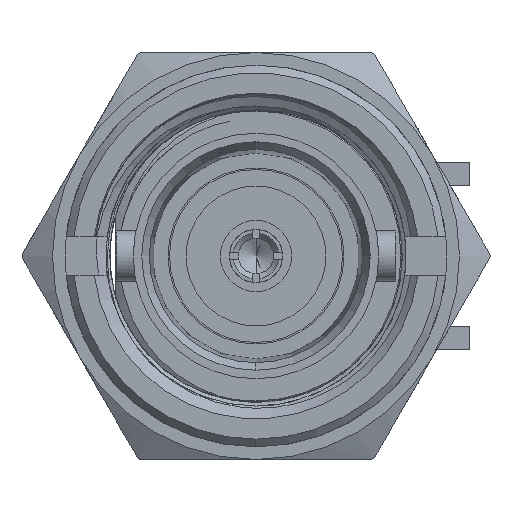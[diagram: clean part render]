
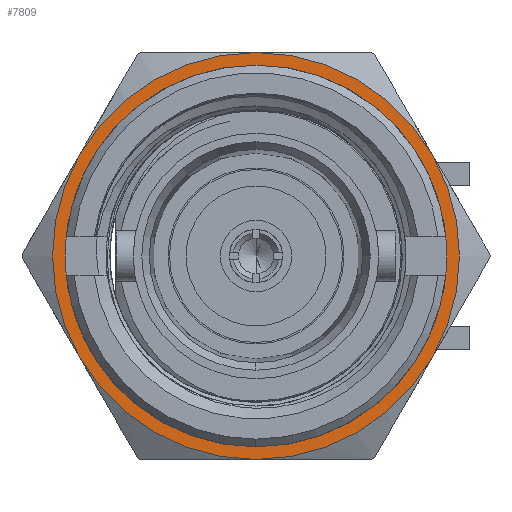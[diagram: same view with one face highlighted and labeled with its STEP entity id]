
A CAD part, left-side view. The second image highlights one B-rep face of the part: STEP entity #7809.
In plain terms, the highlighted planar face has unit normal (-1, 0, 0).
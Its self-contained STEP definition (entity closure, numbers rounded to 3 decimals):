
#39 = CARTESIAN_POINT ( 'NONE',  ( -13.431, 4.274, 4.561 ) ) ;
#235 = VERTEX_POINT ( 'NONE', #9130 ) ;
#330 = VERTEX_POINT ( 'NONE', #8070 ) ;
#408 = B_SPLINE_CURVE_WITH_KNOTS ( 'NONE', 3,
 ( #3017, #8190, #22381, #6205, #18836, #6319, #10198, #800, #4561, #20834 ),
 .UNSPECIFIED., .F., .F.,
 ( 4, 2, 2, 2, 4 ),
 ( 0., 0.001, 0.002, 0.003, 0.004 ),
 .UNSPECIFIED. ) ;
#800 = CARTESIAN_POINT ( 'NONE',  ( -13.431, -0.134, 6.309 ) ) ;
#1140 = DIRECTION ( 'NONE',  ( 1., 0., 0. ) ) ;
#1245 = DIRECTION ( 'NONE',  ( -1., 0., 0. ) ) ;
#1421 = AXIS2_PLACEMENT_3D ( 'NONE', #11842, #1245, #13955 ) ;
#2034 = CARTESIAN_POINT ( 'NONE',  ( -13.431, -2.046, 5.906 ) ) ;
#2142 = AXIS2_PLACEMENT_3D ( 'NONE', #16896, #11230, #18798 ) ;
#2325 = ORIENTED_EDGE ( 'NONE', *, *, #17905, .T. ) ;
#2401 = DIRECTION ( 'NONE',  ( 0., -0.866, -0.5 ) ) ;
#2995 = VERTEX_POINT ( 'NONE', #3014 ) ;
#3014 = CARTESIAN_POINT ( 'NONE',  ( -13.431, 4.274, 4.561 ) ) ;
#3017 = CARTESIAN_POINT ( 'NONE',  ( -13.431, 3.334, 5.345 ) ) ;
#3053 = VERTEX_POINT ( 'NONE', #2034 ) ;
#3408 = AXIS2_PLACEMENT_3D ( 'NONE', #5698, #16309, #9217 ) ;
#3456 = CARTESIAN_POINT ( 'NONE',  ( -13.431, 3.673, 5.115 ) ) ;
#3909 = CARTESIAN_POINT ( 'NONE',  ( -13.431, 3.988, 4.851 ) ) ;
#3967 = ORIENTED_EDGE ( 'NONE', *, *, #6348, .T. ) ;
#4066 = DIRECTION ( 'NONE',  ( 0., -0.5, 0.866 ) ) ;
#4151 = ORIENTED_EDGE ( 'NONE', *, *, #20867, .T. ) ;
#4159 = CIRCLE ( 'NONE', #3408, 8. ) ;
#4425 = EDGE_CURVE ( 'NONE', #6797, #17315, #23248, .T. ) ;
#4505 = CIRCLE ( 'NONE', #10865, 8. ) ;
#4534 = ORIENTED_EDGE ( 'NONE', *, *, #6798, .T. ) ;
#4561 = CARTESIAN_POINT ( 'NONE',  ( -13.431, -0.498, 6.291 ) ) ;
#4646 = VERTEX_POINT ( 'NONE', #23325 ) ;
#4883 = EDGE_CURVE ( 'NONE', #12115, #18881, #17969, .T. ) ;
#5164 = CARTESIAN_POINT ( 'NONE',  ( -13.431, -1.269, 6.168 ) ) ;
#5194 = EDGE_CURVE ( 'NONE', #18881, #11498, #8918, .T. ) ;
#5237 = CIRCLE ( 'NONE', #18415, 6.25 ) ;
#5698 = CARTESIAN_POINT ( 'NONE',  ( -13.431, 0., 0. ) ) ;
#5704 = DIRECTION ( 'NONE',  ( -1., 0., 0. ) ) ;
#5826 = PLANE ( 'NONE',  #11245 ) ;
#5979 = ORIENTED_EDGE ( 'NONE', *, *, #17987, .T. ) ;
#6114 = B_SPLINE_CURVE_WITH_KNOTS ( 'NONE', 3,
 ( #39, #3909, #3456, #18066 ),
 .UNSPECIFIED., .F., .F.,
 ( 4, 4 ),
 ( 0.011, 0.012 ),
 .UNSPECIFIED. ) ;
#6205 = CARTESIAN_POINT ( 'NONE',  ( -13.431, 2.016, 5.98 ) ) ;
#6319 = CARTESIAN_POINT ( 'NONE',  ( -13.431, 0.961, 6.237 ) ) ;
#6348 = EDGE_CURVE ( 'NONE', #4646, #3053, #19030, .T. ) ;
#6751 = EDGE_CURVE ( 'NONE', #3053, #17964, #10450, .T. ) ;
#6797 = VERTEX_POINT ( 'NONE', #12402 ) ;
#6798 = EDGE_CURVE ( 'NONE', #2995, #16291, #6114, .T. ) ;
#6979 = EDGE_LOOP ( 'NONE', ( #9057, #20342, #2325, #4534, #9705, #3967 ) ) ;
#7599 = FACE_OUTER_BOUND ( 'NONE', #11392, .T. ) ;
#7809 = ADVANCED_FACE ( 'NONE', ( #7599, #20359 ), #5826, .T. ) ;
#8070 = CARTESIAN_POINT ( 'NONE',  ( -13.431, 6.928, 4. ) ) ;
#8190 = CARTESIAN_POINT ( 'NONE',  ( -13.431, 3.023, 5.54 ) ) ;
#8762 = CARTESIAN_POINT ( 'NONE',  ( -13.431, 0., 0. ) ) ;
#8906 = CARTESIAN_POINT ( 'NONE',  ( -13.431, 0., 8. ) ) ;
#8918 = CIRCLE ( 'NONE', #2142, 8. ) ;
#9057 = ORIENTED_EDGE ( 'NONE', *, *, #6751, .T. ) ;
#9130 = CARTESIAN_POINT ( 'NONE',  ( -13.431, 3.125, -5.413 ) ) ;
#9217 = DIRECTION ( 'NONE',  ( 0., -0.866, -0.5 ) ) ;
#9308 = AXIS2_PLACEMENT_3D ( 'NONE', #18182, #12740, #10856 ) ;
#9631 = DIRECTION ( 'NONE',  ( 0., -0.866, -0.5 ) ) ;
#9705 = ORIENTED_EDGE ( 'NONE', *, *, #19436, .T. ) ;
#9914 = DIRECTION ( 'NONE',  ( 1., 0., 0. ) ) ;
#10198 = CARTESIAN_POINT ( 'NONE',  ( -13.431, 0.598, 6.282 ) ) ;
#10450 = CIRCLE ( 'NONE', #9308, 6.25 ) ;
#10462 = CARTESIAN_POINT ( 'NONE',  ( -13.431, -2.046, 5.906 ) ) ;
#10856 = DIRECTION ( 'NONE',  ( 0., -0.5, 0.866 ) ) ;
#10865 = AXIS2_PLACEMENT_3D ( 'NONE', #18205, #5704, #2401 ) ;
#11230 = DIRECTION ( 'NONE',  ( -1., 0., 0. ) ) ;
#11245 = AXIS2_PLACEMENT_3D ( 'NONE', #20228, #13256, #4066 ) ;
#11259 = AXIS2_PLACEMENT_3D ( 'NONE', #17388, #17496, #19506 ) ;
#11392 = EDGE_LOOP ( 'NONE', ( #22763, #4151, #18492, #19666, #5979, #15393 ) ) ;
#11411 = CARTESIAN_POINT ( 'NONE',  ( -13.431, -6.928, 4. ) ) ;
#11498 = VERTEX_POINT ( 'NONE', #8906 ) ;
#11842 = CARTESIAN_POINT ( 'NONE',  ( -13.431, 0., 0. ) ) ;
#12115 = VERTEX_POINT ( 'NONE', #19680 ) ;
#12402 = CARTESIAN_POINT ( 'NONE',  ( -13.431, 6.928, -4. ) ) ;
#12740 = DIRECTION ( 'NONE',  ( 1., 0., 0. ) ) ;
#12777 = EDGE_CURVE ( 'NONE', #17964, #235, #5237, .T. ) ;
#13175 = DIRECTION ( 'NONE',  ( -1., 0., 0. ) ) ;
#13256 = DIRECTION ( 'NONE',  ( -1., 0., 0. ) ) ;
#13955 = DIRECTION ( 'NONE',  ( 0., -0.866, -0.5 ) ) ;
#14356 = CARTESIAN_POINT ( 'NONE',  ( -13.431, 3.334, 5.345 ) ) ;
#15066 = CIRCLE ( 'NONE', #22643, 6.25 ) ;
#15393 = ORIENTED_EDGE ( 'NONE', *, *, #4883, .T. ) ;
#15609 = CARTESIAN_POINT ( 'NONE',  ( -13.431, -3.125, 5.413 ) ) ;
#15780 = CARTESIAN_POINT ( 'NONE',  ( -13.431, -1.663, 6.056 ) ) ;
#16023 = CARTESIAN_POINT ( 'NONE',  ( -13.431, 0., -8. ) ) ;
#16291 = VERTEX_POINT ( 'NONE', #14356 ) ;
#16309 = DIRECTION ( 'NONE',  ( -1., 0., 0. ) ) ;
#16896 = CARTESIAN_POINT ( 'NONE',  ( -13.431, 0., 0. ) ) ;
#17209 = AXIS2_PLACEMENT_3D ( 'NONE', #22645, #13175, #9631 ) ;
#17315 = VERTEX_POINT ( 'NONE', #16023 ) ;
#17388 = CARTESIAN_POINT ( 'NONE',  ( -13.431, 0., 0. ) ) ;
#17496 = DIRECTION ( 'NONE',  ( -1., 0., 0. ) ) ;
#17905 = EDGE_CURVE ( 'NONE', #235, #2995, #15066, .T. ) ;
#17964 = VERTEX_POINT ( 'NONE', #15609 ) ;
#17969 = CIRCLE ( 'NONE', #1421, 8. ) ;
#17987 = EDGE_CURVE ( 'NONE', #17315, #12115, #4159, .T. ) ;
#18066 = CARTESIAN_POINT ( 'NONE',  ( -13.431, 3.334, 5.345 ) ) ;
#18182 = CARTESIAN_POINT ( 'NONE',  ( -13.431, 0., 0. ) ) ;
#18205 = CARTESIAN_POINT ( 'NONE',  ( -13.431, 0., 0. ) ) ;
#18415 = AXIS2_PLACEMENT_3D ( 'NONE', #20548, #9914, #22569 ) ;
#18492 = ORIENTED_EDGE ( 'NONE', *, *, #22354, .T. ) ;
#18798 = DIRECTION ( 'NONE',  ( 0., -0.866, -0.5 ) ) ;
#18836 = CARTESIAN_POINT ( 'NONE',  ( -13.431, 1.669, 6.086 ) ) ;
#18881 = VERTEX_POINT ( 'NONE', #11411 ) ;
#19030 = B_SPLINE_CURVE_WITH_KNOTS ( 'NONE', 3,
 ( #23220, #5164, #15780, #10462 ),
 .UNSPECIFIED., .F., .F.,
 ( 4, 4 ),
 ( 0., 0.001 ),
 .UNSPECIFIED. ) ;
#19436 = EDGE_CURVE ( 'NONE', #16291, #4646, #408, .T. ) ;
#19506 = DIRECTION ( 'NONE',  ( 0., -0.866, -0.5 ) ) ;
#19666 = ORIENTED_EDGE ( 'NONE', *, *, #4425, .T. ) ;
#19680 = CARTESIAN_POINT ( 'NONE',  ( -13.431, -6.928, -4. ) ) ;
#20228 = CARTESIAN_POINT ( 'NONE',  ( -13.431, 4.98, 2.875 ) ) ;
#20342 = ORIENTED_EDGE ( 'NONE', *, *, #12777, .T. ) ;
#20359 = FACE_BOUND ( 'NONE', #6979, .T. ) ;
#20548 = CARTESIAN_POINT ( 'NONE',  ( -13.431, 0., 0. ) ) ;
#20834 = CARTESIAN_POINT ( 'NONE',  ( -13.431, -0.862, 6.241 ) ) ;
#20867 = EDGE_CURVE ( 'NONE', #11498, #330, #4505, .T. ) ;
#21179 = DIRECTION ( 'NONE',  ( 0., -0.5, 0.866 ) ) ;
#21442 = CIRCLE ( 'NONE', #11259, 8. ) ;
#22354 = EDGE_CURVE ( 'NONE', #330, #6797, #21442, .T. ) ;
#22381 = CARTESIAN_POINT ( 'NONE',  ( -13.431, 2.695, 5.706 ) ) ;
#22569 = DIRECTION ( 'NONE',  ( 0., -0.5, 0.866 ) ) ;
#22643 = AXIS2_PLACEMENT_3D ( 'NONE', #8762, #1140, #21179 ) ;
#22645 = CARTESIAN_POINT ( 'NONE',  ( -13.431, 0., 0. ) ) ;
#22763 = ORIENTED_EDGE ( 'NONE', *, *, #5194, .T. ) ;
#23220 = CARTESIAN_POINT ( 'NONE',  ( -13.431, -0.862, 6.241 ) ) ;
#23248 = CIRCLE ( 'NONE', #17209, 8. ) ;
#23325 = CARTESIAN_POINT ( 'NONE',  ( -13.431, -0.862, 6.241 ) ) ;
